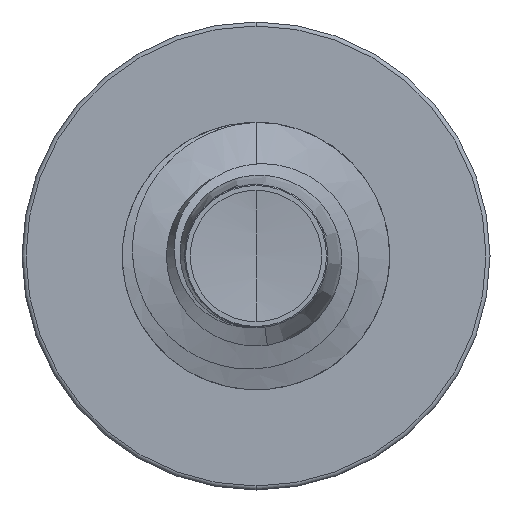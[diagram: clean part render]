
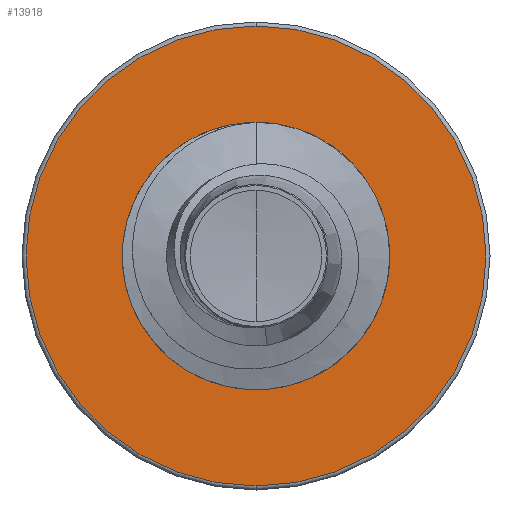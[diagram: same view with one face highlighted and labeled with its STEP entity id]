
A CAD part, front view. The second image highlights one B-rep face of the part: STEP entity #13918.
In plain terms, the highlighted planar face has unit normal (0, -1, 0).
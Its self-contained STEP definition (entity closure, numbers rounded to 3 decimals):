
#178 = CARTESIAN_POINT ( 'NONE',  ( 0., 9., 2.842 ) ) ;
#958 = AXIS2_PLACEMENT_3D ( 'NONE', #7430, #7427, #7408 ) ;
#1655 = VERTEX_POINT ( 'NONE', #5522 ) ;
#2290 = CIRCLE ( 'NONE', #4996, 5.16 ) ;
#2352 = DIRECTION ( 'NONE',  ( 0., 1., 0. ) ) ;
#2394 = CARTESIAN_POINT ( 'NONE',  ( 0., 9., 0. ) ) ;
#3147 = ORIENTED_EDGE ( 'NONE', *, *, #7703, .T. ) ;
#3432 = DIRECTION ( 'NONE',  ( 0., 0., 1. ) ) ;
#3439 = DIRECTION ( 'NONE',  ( 0., 1., 0. ) ) ;
#3473 = PLANE ( 'NONE',  #11818 ) ;
#3500 = CARTESIAN_POINT ( 'NONE',  ( 0., 9., -2.842 ) ) ;
#3729 = CIRCLE ( 'NONE', #10202, 5.16 ) ;
#3847 = CARTESIAN_POINT ( 'NONE',  ( 0., 9., -5.16 ) ) ;
#4996 = AXIS2_PLACEMENT_3D ( 'NONE', #2394, #2352, #7368 ) ;
#5522 = CARTESIAN_POINT ( 'NONE',  ( 0., 9., -2.842 ) ) ;
#6033 = DIRECTION ( 'NONE',  ( 0., 0., 1. ) ) ;
#6110 = CARTESIAN_POINT ( 'NONE',  ( 0., 9., 5.16 ) ) ;
#6270 = VERTEX_POINT ( 'NONE', #6110 ) ;
#6359 = DIRECTION ( 'NONE',  ( 0., 0., 1. ) ) ;
#6391 = DIRECTION ( 'NONE',  ( 0., 1., 0. ) ) ;
#6392 = CARTESIAN_POINT ( 'NONE',  ( 0., 9., 0. ) ) ;
#6926 = DIRECTION ( 'NONE',  ( 0., 1., 0. ) ) ;
#7115 = CARTESIAN_POINT ( 'NONE',  ( 0., 9., 0. ) ) ;
#7307 = EDGE_CURVE ( 'NONE', #6270, #10890, #3729, .T. ) ;
#7368 = DIRECTION ( 'NONE',  ( 0., 0., 1. ) ) ;
#7408 = DIRECTION ( 'NONE',  ( 0., 0., 1. ) ) ;
#7427 = DIRECTION ( 'NONE',  ( 0., 1., 0. ) ) ;
#7430 = CARTESIAN_POINT ( 'NONE',  ( 0., 9., 0. ) ) ;
#7703 = EDGE_CURVE ( 'NONE', #14642, #1655, #8913, .T. ) ;
#7749 = EDGE_CURVE ( 'NONE', #10890, #6270, #2290, .T. ) ;
#7963 = EDGE_CURVE ( 'NONE', #1655, #14642, #10471, .T. ) ;
#8913 = CIRCLE ( 'NONE', #958, 2.842 ) ;
#9913 = ORIENTED_EDGE ( 'NONE', *, *, #7963, .T. ) ;
#9938 = AXIS2_PLACEMENT_3D ( 'NONE', #6392, #6391, #6359 ) ;
#10202 = AXIS2_PLACEMENT_3D ( 'NONE', #7115, #6926, #6033 ) ;
#10471 = CIRCLE ( 'NONE', #9938, 2.842 ) ;
#10890 = VERTEX_POINT ( 'NONE', #3847 ) ;
#11818 = AXIS2_PLACEMENT_3D ( 'NONE', #3500, #3439, #3432 ) ;
#12011 = FACE_BOUND ( 'NONE', #14355, .T. ) ;
#12240 = ORIENTED_EDGE ( 'NONE', *, *, #7307, .F. ) ;
#12676 = EDGE_LOOP ( 'NONE', ( #12240, #14391 ) ) ;
#13918 = ADVANCED_FACE ( 'NONE', ( #14436, #12011 ), #3473, .F. ) ;
#14355 = EDGE_LOOP ( 'NONE', ( #3147, #9913 ) ) ;
#14391 = ORIENTED_EDGE ( 'NONE', *, *, #7749, .F. ) ;
#14436 = FACE_OUTER_BOUND ( 'NONE', #12676, .T. ) ;
#14642 = VERTEX_POINT ( 'NONE', #178 ) ;
